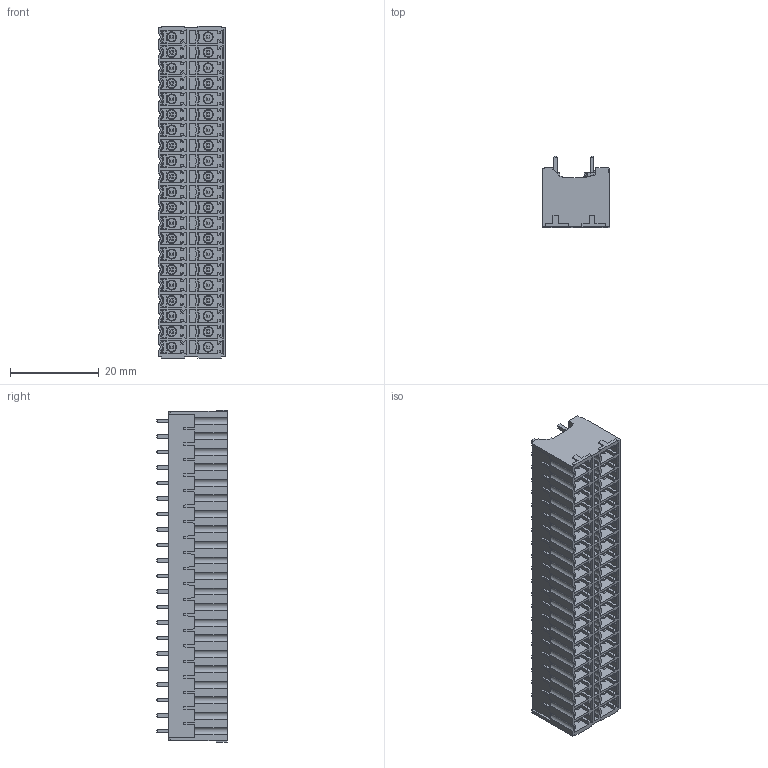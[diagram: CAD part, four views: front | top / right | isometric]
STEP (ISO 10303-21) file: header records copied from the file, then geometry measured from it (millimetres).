
FILE_DESCRIPTION((''),'2;1');
FILE_NAME('1','2024-09-10T14:14:31',('sheji109'),(''),'CREO PARAMETRIC BY PTC INC, 2018100','CREO PARAMETRIC BY PTC INC, 2018100','');
FILE_SCHEMA(('CONFIG_CONTROL_DESIGN'));
Products named in the file (1): 1
Bounding box: 15.2 x 15.9 x 74.9 mm (x, y, z)
Volume: 8739.3 mm3; surface area: 13758.1 mm2
Topology: 1 solids, 1 shells, 4221 faces, 11447 edges, 7375 vertices
Faces by surface type: plane 3379, cylinder 464, cone 315, bspline 42, torus 21
Entity records: 133280 total; most frequent: CARTESIAN_POINT 28170, ORIENTED_EDGE 22894, DIRECTION 20002, EDGE_CURVE 11447, VECTOR 9524, LINE 9524, VERTEX_POINT 7375, AXIS2_PLACEMENT_3D 5239
